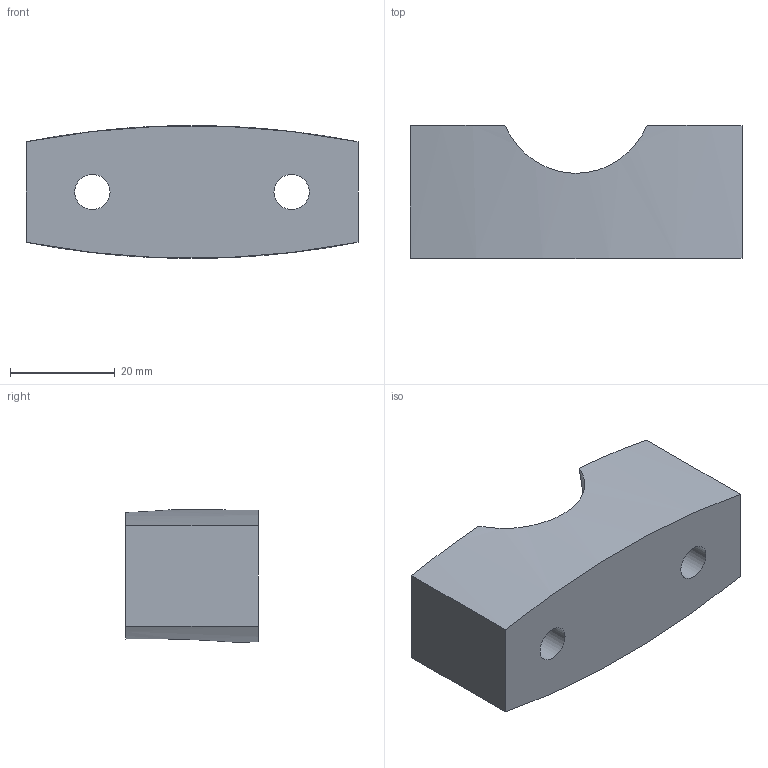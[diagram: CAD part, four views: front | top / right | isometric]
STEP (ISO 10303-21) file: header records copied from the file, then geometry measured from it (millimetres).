
FILE_DESCRIPTION(/* description */ (''),/* implementation_level */ '2;1');
FILE_NAME(/* name */ 'wedgeBlock.stp',/* time_stamp */ '2016-01-13T17:54:17-08:00',/* author */ ('Dave'),/* organization */ (''),/* preprocessor_version */ 'ST-DEVELOPER v16.1',/* originating_system */ 'Autodesk Inventor 2016',/* authorisation */ '');
FILE_SCHEMA (('AUTOMOTIVE_DESIGN { 1 0 10303 214 3 1 1 }'));
Length unit declared in the file: inch
Products named in the file (1): wedgeBlock
Bounding box: 63.5 x 25.4 x 25.4 mm (x, y, z)
Volume: 27005.6 mm3; surface area: 7903.5 mm2
Topology: 1 solids, 1 shells, 10 faces, 28 edges, 20 vertices
Faces by surface type: plane 5, cylinder 5
Full cylindrical faces by diameter (mm): 6.756 x2
Entity records: 391 total; most frequent: CARTESIAN_POINT 110, DIRECTION 54, ORIENTED_EDGE 48, EDGE_CURVE 24, AXIS2_PLACEMENT_3D 23, VERTEX_POINT 18, EDGE_LOOP 16, FACE_OUTER_BOUND 10
